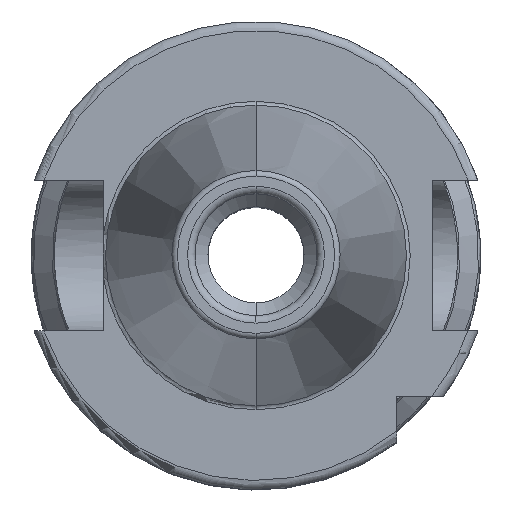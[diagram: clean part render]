
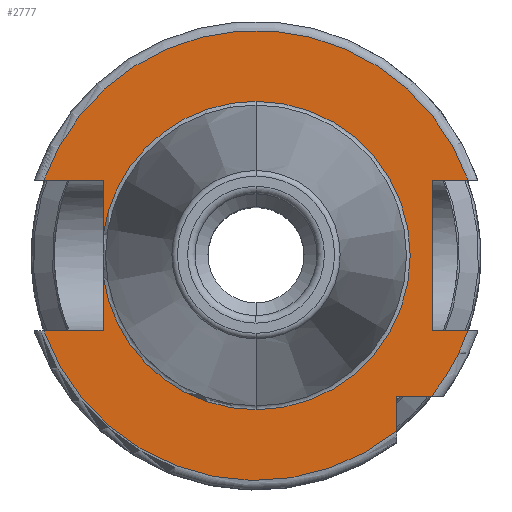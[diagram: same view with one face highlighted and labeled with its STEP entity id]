
A CAD part, top view. The second image highlights one B-rep face of the part: STEP entity #2777.
In plain terms, the highlighted planar face has unit normal (0, 0, 1).
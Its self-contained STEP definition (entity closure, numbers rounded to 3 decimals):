
#510=DIRECTION('',(1,0,0));
#511=VECTOR('',#510,6.31);
#512=CARTESIAN_POINT('',(-22.61,-8.05,15.9));
#513=LINE('',#512,#511);
#514=DIRECTION('',(0,1,0));
#515=VECTOR('',#514,5.834);
#516=CARTESIAN_POINT('',(-16.3,-8.05,15.9));
#517=LINE('',#516,#515);
#518=DIRECTION('',(0,1,0));
#519=VECTOR('',#518,5.834);
#520=CARTESIAN_POINT('',(-16.3,2.216,15.9));
#521=LINE('',#520,#519);
#522=DIRECTION('',(1,0,0));
#523=VECTOR('',#522,6.31);
#524=CARTESIAN_POINT('',(-22.61,8.05,15.9));
#525=LINE('',#524,#523);
#526=DIRECTION('',(-1,0,0));
#527=VECTOR('',#526,3.81);
#528=CARTESIAN_POINT('',(22.61,8.05,15.9));
#529=LINE('',#528,#527);
#530=DIRECTION('',(0,-1,0));
#531=VECTOR('',#530,16.1);
#532=CARTESIAN_POINT('',(18.8,8.05,15.9));
#533=LINE('',#532,#531);
#534=DIRECTION('',(-1,0,0));
#535=VECTOR('',#534,3.81);
#536=CARTESIAN_POINT('',(22.61,-8.05,15.9));
#537=LINE('',#536,#535);
#538=CARTESIAN_POINT('',(0,0,15.9));
#539=DIRECTION('',(0,0,1));
#540=DIRECTION('',(0.781,-0.625,0));
#541=AXIS2_PLACEMENT_3D('',#538,#539,#540);
#543=DIRECTION('',(-1,0,0));
#544=VECTOR('',#543,3.735);
#545=CARTESIAN_POINT('',(18.735,-15,15.9));
#546=LINE('',#545,#544);
#547=DIRECTION('',(0,1,0));
#548=VECTOR('',#547,3.735);
#549=CARTESIAN_POINT('',(15,-18.735,15.9));
#550=LINE('',#549,#548);
#562=CARTESIAN_POINT('',(0,0,15.9));
#563=DIRECTION('',(0,0,1));
#564=DIRECTION('',(0,1,0));
#565=AXIS2_PLACEMENT_3D('',#562,#563,#564);
#577=CARTESIAN_POINT('',(0,0,15.9));
#578=DIRECTION('',(0,0,1));
#579=DIRECTION('',(-0.991,-0.135,0));
#580=AXIS2_PLACEMENT_3D('',#577,#578,#579);
#582=CARTESIAN_POINT('',(0,0,15.9));
#583=DIRECTION('',(0,0,-1));
#584=DIRECTION('',(0,1,0));
#585=AXIS2_PLACEMENT_3D('',#582,#583,#584);
#1348=CARTESIAN_POINT('',(0,0,15.9));
#1349=DIRECTION('',(0,0,1));
#1350=DIRECTION('',(0.942,0.335,0));
#1351=AXIS2_PLACEMENT_3D('',#1348,#1349,#1350);
#1399=CARTESIAN_POINT('',(0,0,15.9));
#1400=DIRECTION('',(0,0,1));
#1401=DIRECTION('',(-0.942,-0.335,0));
#1402=AXIS2_PLACEMENT_3D('',#1399,#1400,#1401);
#1774=CARTESIAN_POINT('',(0,16.45,15.9));
#1776=VERTEX_POINT('',#1774);
#1796=CARTESIAN_POINT('',(0,-16.45,15.9));
#1798=VERTEX_POINT('',#1796);
#1886=CARTESIAN_POINT('',(-22.61,-8.05,15.9));
#1887=CARTESIAN_POINT('',(-16.3,-8.05,15.9));
#1888=VERTEX_POINT('',#1886);
#1889=VERTEX_POINT('',#1887);
#1890=CARTESIAN_POINT('',(-16.3,-2.216,15.9));
#1891=VERTEX_POINT('',#1890);
#1892=CARTESIAN_POINT('',(-16.3,2.216,15.9));
#1893=CARTESIAN_POINT('',(-16.3,8.05,15.9));
#1894=VERTEX_POINT('',#1892);
#1895=VERTEX_POINT('',#1893);
#1896=CARTESIAN_POINT('',(-22.61,8.05,15.9));
#1897=VERTEX_POINT('',#1896);
#1898=CARTESIAN_POINT('',(18.8,8.05,15.9));
#1899=CARTESIAN_POINT('',(18.8,-8.05,15.9));
#1900=VERTEX_POINT('',#1898);
#1901=VERTEX_POINT('',#1899);
#1902=CARTESIAN_POINT('',(22.61,-8.05,15.9));
#1903=VERTEX_POINT('',#1902);
#1904=CARTESIAN_POINT('',(22.61,8.05,15.9));
#1905=VERTEX_POINT('',#1904);
#1906=CARTESIAN_POINT('',(15,-18.735,15.9));
#1907=CARTESIAN_POINT('',(15,-15,15.9));
#1908=VERTEX_POINT('',#1906);
#1909=VERTEX_POINT('',#1907);
#1910=CARTESIAN_POINT('',(18.735,-15,15.9));
#1911=VERTEX_POINT('',#1910);
#2749=CARTESIAN_POINT('',(0,0,15.9));
#2750=DIRECTION('',(0,0,-1));
#2751=DIRECTION('',(0,-1,0));
#2752=AXIS2_PLACEMENT_3D('',#2749,#2750,#2751);
#2753=PLANE('',#2752);
#2754=ORIENTED_EDGE('',*,*,#2726,.T.);
#2755=ORIENTED_EDGE('',*,*,#2713,.T.);
#2757=ORIENTED_EDGE('',*,*,#2756,.T.);
#2759=ORIENTED_EDGE('',*,*,#2758,.F.);
#2761=ORIENTED_EDGE('',*,*,#2760,.T.);
#2762=ORIENTED_EDGE('',*,*,#2709,.T.);
#2763=ORIENTED_EDGE('',*,*,#2695,.F.);
#2765=ORIENTED_EDGE('',*,*,#2764,.F.);
#2766=ORIENTED_EDGE('',*,*,#2355,.T.);
#2767=ORIENTED_EDGE('',*,*,#2210,.T.);
#2768=ORIENTED_EDGE('',*,*,#2195,.F.);
#2770=ORIENTED_EDGE('',*,*,#2769,.F.);
#2771=ORIENTED_EDGE('',*,*,#2539,.T.);
#2772=ORIENTED_EDGE('',*,*,#2610,.F.);
#2774=ORIENTED_EDGE('',*,*,#2773,.F.);
#2775=EDGE_LOOP('',(#2754,#2755,#2757,#2759,#2761,#2762,#2763,#2765,#2766,#2767,
#2768,#2770,#2771,#2772,#2774));
#2776=FACE_OUTER_BOUND('',#2775,.F.);
#2777=ADVANCED_FACE('',(#2776),#2753,.F.);
#542=CIRCLE('',#541,24);
#566=CIRCLE('',#565,16.45);
#581=CIRCLE('',#580,16.45);
#586=CIRCLE('',#585,16.45);
#1352=CIRCLE('',#1351,24);
#1403=CIRCLE('',#1402,24);
#2195=EDGE_CURVE('',#1903,#1901,#537,.T.);
#2210=EDGE_CURVE('',#1900,#1901,#533,.T.);
#2355=EDGE_CURVE('',#1905,#1900,#529,.T.);
#2539=EDGE_CURVE('',#1911,#1909,#546,.T.);
#2610=EDGE_CURVE('',#1908,#1909,#550,.T.);
#2695=EDGE_CURVE('',#1897,#1895,#525,.T.);
#2709=EDGE_CURVE('',#1894,#1895,#521,.T.);
#2713=EDGE_CURVE('',#1889,#1891,#517,.T.);
#2726=EDGE_CURVE('',#1888,#1889,#513,.T.);
#2756=EDGE_CURVE('',#1891,#1798,#581,.T.);
#2758=EDGE_CURVE('',#1776,#1798,#586,.T.);
#2760=EDGE_CURVE('',#1776,#1894,#566,.T.);
#2764=EDGE_CURVE('',#1905,#1897,#1352,.T.);
#2769=EDGE_CURVE('',#1911,#1903,#542,.T.);
#2773=EDGE_CURVE('',#1888,#1908,#1403,.T.);
